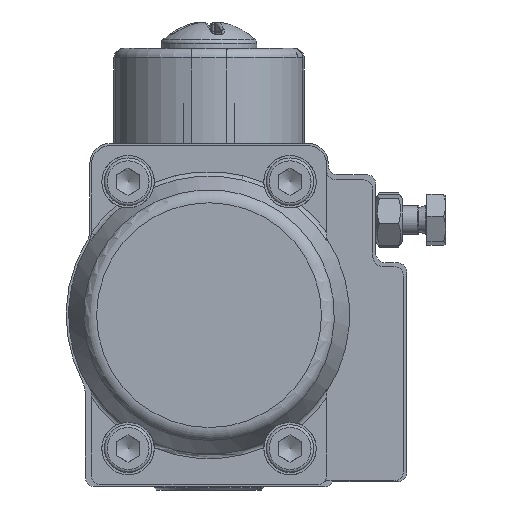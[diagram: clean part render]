
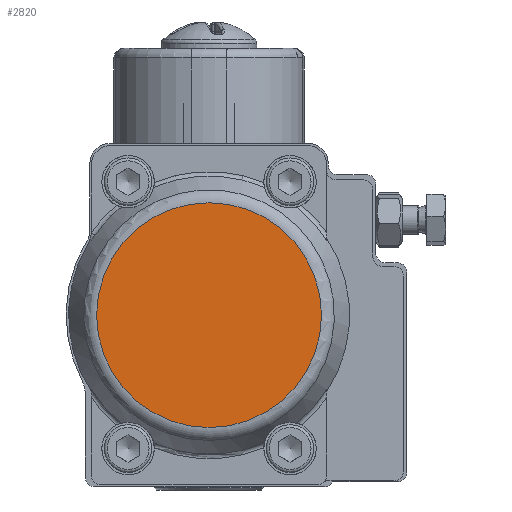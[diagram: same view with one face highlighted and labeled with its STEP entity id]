
A CAD part, front view. The second image highlights one B-rep face of the part: STEP entity #2820.
In plain terms, the highlighted planar face has unit normal (0, -1, 0).
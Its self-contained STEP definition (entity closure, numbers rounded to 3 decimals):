
#1088=PLANE('',#19144);
#1721=FACE_OUTER_BOUND('',#8101,.T.);
#2820=ADVANCED_FACE('',(#1721),#1088,.T.);
#6240=CIRCLE('',#19143,23.596);
#8101=EDGE_LOOP('',(#12014));
#12014=ORIENTED_EDGE('',*,*,#16780,.T.);
#14588=VERTEX_POINT('',#36229);
#16780=EDGE_CURVE('',#14588,#14588,#6240,.T.);
#19143=AXIS2_PLACEMENT_3D('',#36228,#23191,#23192);
#19144=AXIS2_PLACEMENT_3D('',#36230,#23193,#23194);
#23191=DIRECTION('',(0.,-1.,0.));
#23192=DIRECTION('',(0.,0.,-1.));
#23193=DIRECTION('',(0.,-1.,0.));
#23194=DIRECTION('',(0.,0.,-1.));
#36228=CARTESIAN_POINT('',(0.,-16.5,0.));
#36229=CARTESIAN_POINT('',(0.,-16.5,-23.596));
#36230=CARTESIAN_POINT('',(0.,-16.5,0.));
